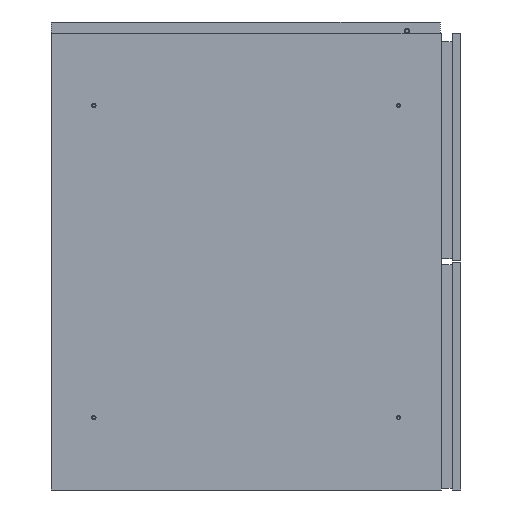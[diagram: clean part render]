
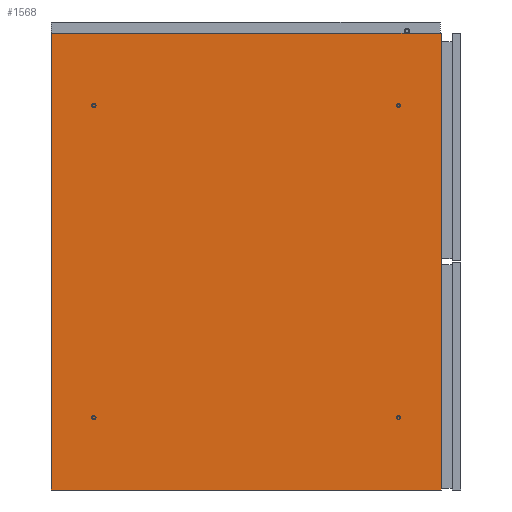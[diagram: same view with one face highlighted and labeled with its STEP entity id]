
A CAD part, left-side view. The second image highlights one B-rep face of the part: STEP entity #1568.
In plain terms, the highlighted planar face has unit normal (-1, 0, 0).
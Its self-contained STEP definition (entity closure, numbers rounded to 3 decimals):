
#1568=ADVANCED_FACE('',(#3942),#3943,.T.);
#3942=FACE_OUTER_BOUND('',#6527,.T.);
#3943=PLANE('',#6528);
#6527=EDGE_LOOP('',(#11856,#11857,#11858,#11859));
#6528=AXIS2_PLACEMENT_3D('',#11860,#11861,#11862);
#11856=ORIENTED_EDGE('',*,*,#13563,.F.);
#11857=ORIENTED_EDGE('',*,*,#13553,.F.);
#11858=ORIENTED_EDGE('',*,*,#13547,.F.);
#11859=ORIENTED_EDGE('',*,*,#13550,.F.);
#11860=CARTESIAN_POINT('',(-609.75,-0.5,268.5));
#11861=DIRECTION('',(-1.0,0.0,0.0));
#11862=DIRECTION('',(0.0,0.0,-1.0));
#13547=EDGE_CURVE('',#15821,#15816,#15823,.T.);
#13550=EDGE_CURVE('',#15826,#15821,#15828,.T.);
#13553=EDGE_CURVE('',#15816,#15829,#15833,.T.);
#13563=EDGE_CURVE('',#15829,#15826,#15851,.T.);
#15816=VERTEX_POINT('',#18974);
#15821=VERTEX_POINT('',#18981);
#15823=LINE('',#18984,#18985);
#15826=VERTEX_POINT('',#18989);
#15828=LINE('',#18992,#18993);
#15829=VERTEX_POINT('',#18994);
#15833=LINE('',#19000,#19001);
#15851=LINE('',#19020,#19021);
#18974=CARTESIAN_POINT('',(-609.75,228.5,0.0));
#18981=CARTESIAN_POINT('',(-609.75,-229.5,0.0));
#18984=CARTESIAN_POINT('',(-609.75,-0.5,0.0));
#18985=VECTOR('',#21577,1.0);
#18989=CARTESIAN_POINT('',(-609.75,-229.5,537.0));
#18992=CARTESIAN_POINT('',(-609.75,-229.5,268.5));
#18993=VECTOR('',#21580,1.0);
#18994=CARTESIAN_POINT('',(-609.75,228.5,537.0));
#19000=CARTESIAN_POINT('',(-609.75,228.5,268.5));
#19001=VECTOR('',#21583,1.0);
#19020=CARTESIAN_POINT('',(-609.75,-0.5,537.0));
#19021=VECTOR('',#21609,1.0);
#21577=DIRECTION('',(0.0,1.0,0.0));
#21580=DIRECTION('',(0.0,0.0,-1.0));
#21583=DIRECTION('',(0.0,0.0,1.0));
#21609=DIRECTION('',(0.0,-1.0,0.0));
